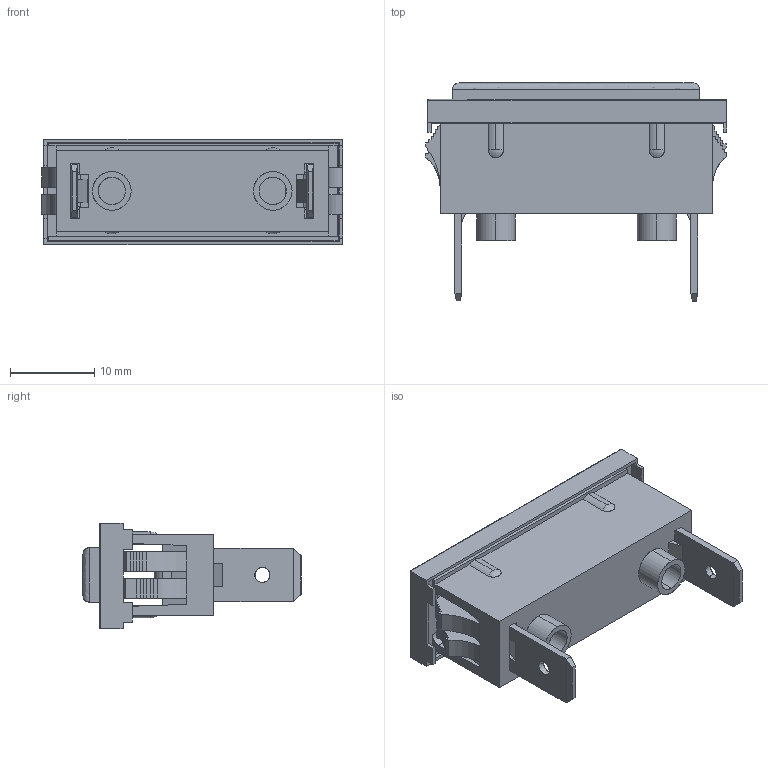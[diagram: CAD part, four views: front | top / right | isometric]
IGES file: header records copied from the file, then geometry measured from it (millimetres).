
Start section: SolidWorks IGES file using analytic representation for surfaces
Global section: file name: 2330QD.IGS; native system: SolidWorks 2016; preprocessor: SolidWorks 2016; author: tstoltenburg; date: 170202.100413; units: inch
Bounding box: 35.63 x 25.82 x 12.5 mm (x, y, z)
Surface area: 5630.7 mm2 (no closed solid volume)
Topology: 0 solids, 0 shells, 332 faces, 2494 edges, 2494 vertices
Faces by surface type: bspline 283, revolution 49
